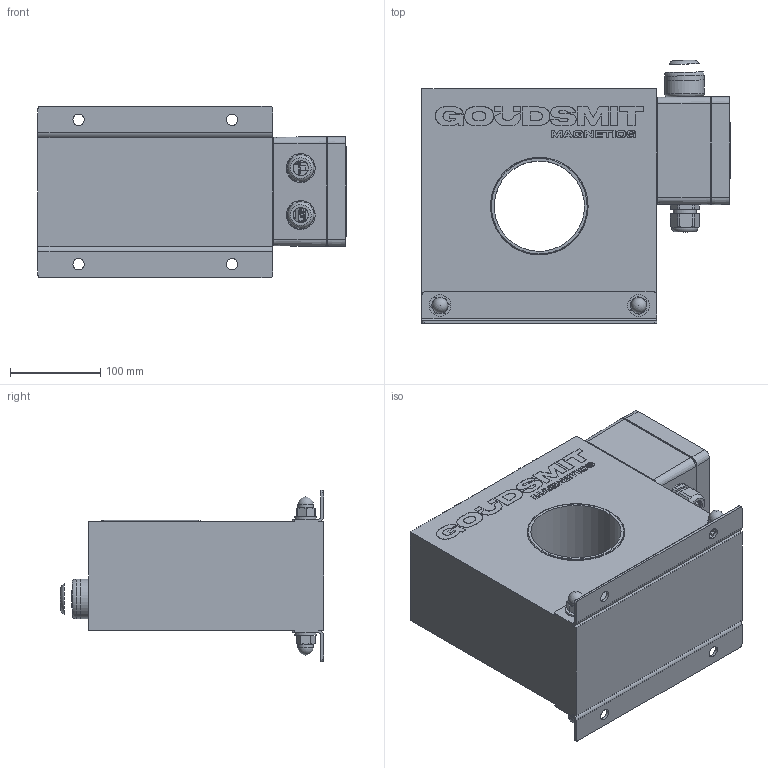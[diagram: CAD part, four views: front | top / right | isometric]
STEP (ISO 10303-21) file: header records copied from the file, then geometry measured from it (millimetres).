
FILE_DESCRIPTION(/* description */ (''),/* implementation_level */ '2;1');
FILE_NAME(/* name */ 'EDTD010002.stp',/* time_stamp */ '2023-03-15T10:44:30+01:00',/* author */ ('dk'),/* organization */ (''),/* preprocessor_version */ 'ST-DEVELOPER v18.1',/* originating_system */ 'Autodesk Inventor 2021',/* authorisation */ '');
FILE_SCHEMA (('AUTOMOTIVE_DESIGN { 1 0 10303 214 3 1 1 }'));
Products named in the file (1): Part11
Bounding box: 341.2 x 291.68 x 190 mm (x, y, z)
Volume: 4850347 mm3; surface area: 714031.6 mm2
Topology: 1 solids, 26 shells, 2246 faces, 6135 edges, 4037 vertices
Faces by surface type: plane 1458, cylinder 436, cone 173, bspline 132, torus 39, sphere 8
Full cylindrical faces by diameter (mm): 4 x8, 4.917 x11, 5 x4, 5.5 x4, 5.6 x6, 6 x12, 7 x8, 10 x8, 10.106 x4, 11 x4, 12 x2, 12.5 x6, 13 x4, 13.5 x2, 17 x8, 20 x1, 20.4 x1, 22 x3, 22.5 x1, 24 x4, 25 x1, 26 x2, 32 x2, 44 x1, 100 x1, 108 x2, 110 x1, 220 x1
Entity records: 74671 total; most frequent: CARTESIAN_POINT 15547, ORIENTED_EDGE 12116, DIRECTION 11335, EDGE_CURVE 6122, LINE 4073, VECTOR 4073, VERTEX_POINT 4037, AXIS2_PLACEMENT_3D 3631
